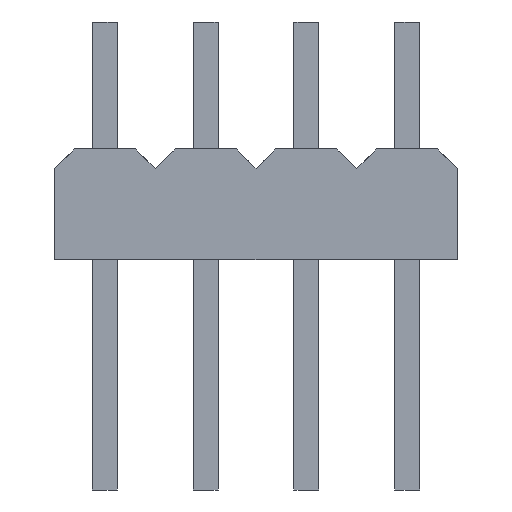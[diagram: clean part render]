
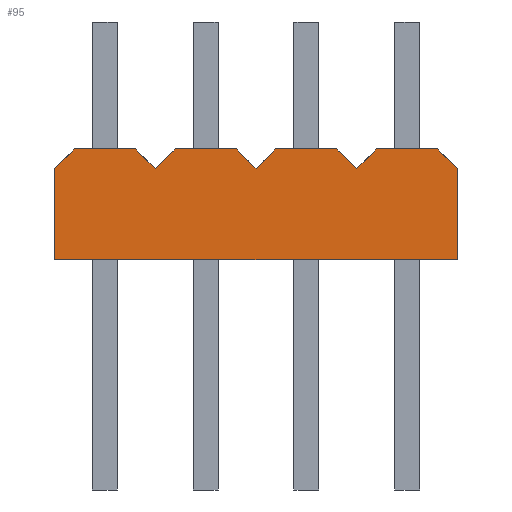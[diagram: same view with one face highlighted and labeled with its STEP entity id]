
A CAD part, front view. The second image highlights one B-rep face of the part: STEP entity #95.
In plain terms, the highlighted planar face has unit normal (0, -1, 0).
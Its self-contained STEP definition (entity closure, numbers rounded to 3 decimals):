
#95=ADVANCED_FACE('',(#226),#227,.T.);
#226=FACE_OUTER_BOUND('',#380,.T.);
#227=PLANE('',#381);
#380=EDGE_LOOP('',(#830,#831,#832,#833,#834,#835,#836,#837,#838,#839,#840,#841,#842,#843,#844));
#381=AXIS2_PLACEMENT_3D('',#845,#846,#847);
#830=ORIENTED_EDGE('',*,*,#1175,.T.);
#831=ORIENTED_EDGE('',*,*,#1176,.F.);
#832=ORIENTED_EDGE('',*,*,#1177,.T.);
#833=ORIENTED_EDGE('',*,*,#1178,.T.);
#834=ORIENTED_EDGE('',*,*,#1179,.F.);
#835=ORIENTED_EDGE('',*,*,#1072,.T.);
#836=ORIENTED_EDGE('',*,*,#1070,.T.);
#837=ORIENTED_EDGE('',*,*,#1180,.F.);
#838=ORIENTED_EDGE('',*,*,#1029,.T.);
#839=ORIENTED_EDGE('',*,*,#1027,.T.);
#840=ORIENTED_EDGE('',*,*,#1126,.T.);
#841=ORIENTED_EDGE('',*,*,#1181,.F.);
#842=ORIENTED_EDGE('',*,*,#1182,.T.);
#843=ORIENTED_EDGE('',*,*,#1183,.F.);
#844=ORIENTED_EDGE('',*,*,#1050,.T.);
#845=CARTESIAN_POINT('',(-5.08,-1.25,0.0));
#846=DIRECTION('',(0.0,-1.0,0.0));
#847=DIRECTION('',(0.0,0.0,-1.0));
#1027=EDGE_CURVE('',#1219,#1217,#1220,.T.);
#1029=EDGE_CURVE('',#1222,#1219,#1223,.T.);
#1050=EDGE_CURVE('',#1262,#1260,#1263,.T.);
#1070=EDGE_CURVE('',#1297,#1295,#1298,.T.);
#1072=EDGE_CURVE('',#1300,#1297,#1301,.T.);
#1126=EDGE_CURVE('',#1217,#1393,#1395,.T.);
#1175=EDGE_CURVE('',#1260,#1472,#1473,.T.);
#1176=EDGE_CURVE('',#1474,#1472,#1475,.T.);
#1177=EDGE_CURVE('',#1474,#1476,#1477,.T.);
#1178=EDGE_CURVE('',#1476,#1478,#1479,.T.);
#1179=EDGE_CURVE('',#1300,#1478,#1480,.T.);
#1180=EDGE_CURVE('',#1222,#1295,#1481,.T.);
#1181=EDGE_CURVE('',#1482,#1393,#1483,.T.);
#1182=EDGE_CURVE('',#1482,#1484,#1485,.T.);
#1183=EDGE_CURVE('',#1262,#1484,#1486,.T.);
#1217=VERTEX_POINT('',#1533);
#1219=VERTEX_POINT('',#1536);
#1220=LINE('',#1537,#1538);
#1222=VERTEX_POINT('',#1541);
#1223=LINE('',#1542,#1543);
#1260=VERTEX_POINT('',#1599);
#1262=VERTEX_POINT('',#1602);
#1263=LINE('',#1603,#1604);
#1295=VERTEX_POINT('',#1654);
#1297=VERTEX_POINT('',#1657);
#1298=LINE('',#1658,#1659);
#1300=VERTEX_POINT('',#1662);
#1301=LINE('',#1663,#1664);
#1393=VERTEX_POINT('',#1808);
#1395=LINE('',#1811,#1812);
#1472=VERTEX_POINT('',#1937);
#1473=LINE('',#1938,#1939);
#1474=VERTEX_POINT('',#1940);
#1475=LINE('',#1941,#1942);
#1476=VERTEX_POINT('',#1943);
#1477=LINE('',#1944,#1945);
#1478=VERTEX_POINT('',#1946);
#1479=LINE('',#1947,#1948);
#1480=LINE('',#1949,#1950);
#1481=LINE('',#1951,#1952);
#1482=VERTEX_POINT('',#1953);
#1483=LINE('',#1954,#1955);
#1484=VERTEX_POINT('',#1956);
#1485=LINE('',#1957,#1958);
#1486=LINE('',#1959,#1960);
#1533=CARTESIAN_POINT('',(-5.08,-1.25,-2.8));
#1536=CARTESIAN_POINT('',(-5.08,-1.25,-0.5));
#1537=CARTESIAN_POINT('',(-5.08,-1.25,-0.5));
#1538=VECTOR('',#2035,2.3);
#1541=CARTESIAN_POINT('',(-4.58,-1.25,0.0));
#1542=CARTESIAN_POINT('',(-4.58,-1.25,0.0));
#1543=VECTOR('',#2037,0.707);
#1599=CARTESIAN_POINT('',(2.54,-1.25,-0.5));
#1602=CARTESIAN_POINT('',(3.04,-1.25,0.0));
#1603=CARTESIAN_POINT('',(3.04,-1.25,0.0));
#1604=VECTOR('',#2058,0.707);
#1654=CARTESIAN_POINT('',(-3.04,-1.25,0.0));
#1657=CARTESIAN_POINT('',(-2.54,-1.25,-0.5));
#1658=CARTESIAN_POINT('',(-2.54,-1.25,-0.5));
#1659=VECTOR('',#2078,0.707);
#1662=CARTESIAN_POINT('',(-2.04,-1.25,0.0));
#1663=CARTESIAN_POINT('',(-2.04,-1.25,0.0));
#1664=VECTOR('',#2080,0.707);
#1808=CARTESIAN_POINT('',(5.08,-1.25,-2.8));
#1811=CARTESIAN_POINT('',(-5.08,-1.25,-2.8));
#1812=VECTOR('',#2134,10.16);
#1937=CARTESIAN_POINT('',(2.04,-1.25,0.0));
#1938=CARTESIAN_POINT('',(2.54,-1.25,-0.5));
#1939=VECTOR('',#2183,0.707);
#1940=CARTESIAN_POINT('',(0.5,-1.25,0.0));
#1941=CARTESIAN_POINT('',(0.5,-1.25,0.0));
#1942=VECTOR('',#2184,1.54);
#1943=CARTESIAN_POINT('',(0.0,-1.25,-0.5));
#1944=CARTESIAN_POINT('',(0.5,-1.25,0.0));
#1945=VECTOR('',#2185,0.707);
#1946=CARTESIAN_POINT('',(-0.5,-1.25,0.0));
#1947=CARTESIAN_POINT('',(0.0,-1.25,-0.5));
#1948=VECTOR('',#2186,0.707);
#1949=CARTESIAN_POINT('',(-2.04,-1.25,0.0));
#1950=VECTOR('',#2187,1.54);
#1951=CARTESIAN_POINT('',(-4.58,-1.25,0.0));
#1952=VECTOR('',#2188,1.54);
#1953=CARTESIAN_POINT('',(5.08,-1.25,-0.5));
#1954=CARTESIAN_POINT('',(5.08,-1.25,-0.5));
#1955=VECTOR('',#2189,2.3);
#1956=CARTESIAN_POINT('',(4.58,-1.25,0.0));
#1957=CARTESIAN_POINT('',(5.08,-1.25,-0.5));
#1958=VECTOR('',#2190,0.707);
#1959=CARTESIAN_POINT('',(3.04,-1.25,0.0));
#1960=VECTOR('',#2191,1.54);
#2035=DIRECTION('',(0.0,0.0,-1.0));
#2037=DIRECTION('',(-0.707,0.0,-0.707));
#2058=DIRECTION('',(-0.707,0.0,-0.707));
#2078=DIRECTION('',(-0.707,0.0,0.707));
#2080=DIRECTION('',(-0.707,0.0,-0.707));
#2134=DIRECTION('',(1.0,0.0,0.0));
#2183=DIRECTION('',(-0.707,0.0,0.707));
#2184=DIRECTION('',(1.0,0.0,0.0));
#2185=DIRECTION('',(-0.707,0.0,-0.707));
#2186=DIRECTION('',(-0.707,0.0,0.707));
#2187=DIRECTION('',(1.0,0.0,0.0));
#2188=DIRECTION('',(1.0,0.0,0.0));
#2189=DIRECTION('',(0.0,0.0,-1.0));
#2190=DIRECTION('',(-0.707,0.0,0.707));
#2191=DIRECTION('',(1.0,0.0,0.0));
